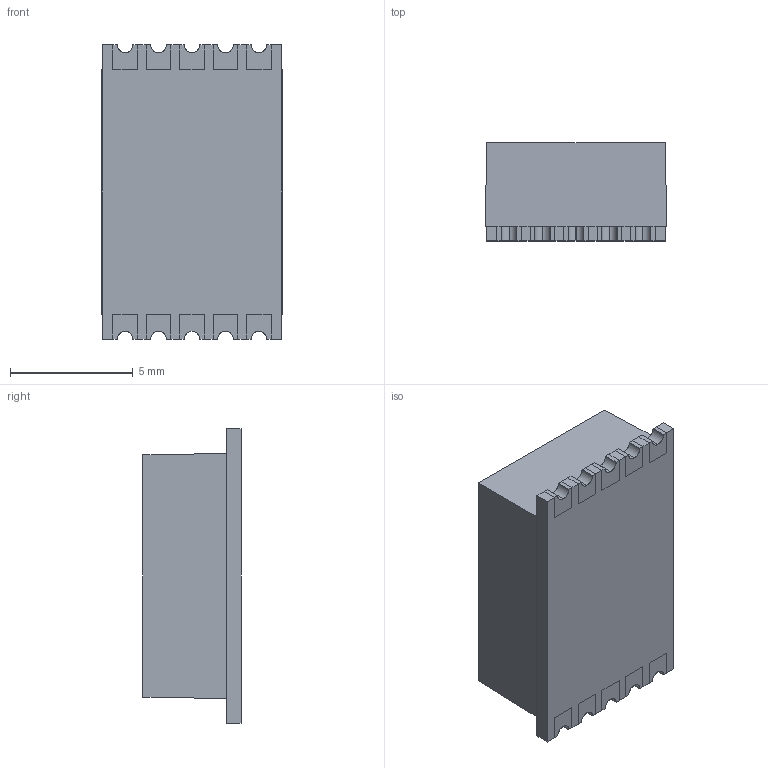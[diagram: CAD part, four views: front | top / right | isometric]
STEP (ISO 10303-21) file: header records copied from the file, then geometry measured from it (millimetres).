
FILE_DESCRIPTION(('eMachineShop Model'),'2;1');
FILE_NAME('LED_DSM7T28_1700873008.214.step', '2023-04-04T21:10:05',('eMachineShop'),('eMachineShop'), 'eMachineShop','eMachineShop','Unknown');
FILE_SCHEMA(('AUTOMOTIVE_DESIGN { 1 0 10303 214 1 1 1 1 }'));
Length unit declared in the file: millimetre
Products named in the file (83): eMachineShop; eMachineShop.1; eMachineShop.2; eMachineShop.3; eMachineShop.4; eMachineShop.5; eMachineShop.6; eMachineShop.7; eMachineShop.8; eMachineShop.9; eMachineShop.10; eMachineShop.11; eMachineShop.12; eMachineShop.13; eMachineShop.14; eMachineShop.15; eMachineShop.16; eMachineShop.17; eMachineShop.18; eMachineShop.19; eMachineShop.20; eMachineShop.21; eMachineShop.22; eMachineShop.23; eMachineShop.24; eMachineShop.25; eMachineShop.26; eMachineShop.27; eMachineShop.28; eMachineShop.29; eMachineShop.30; eMachineShop.31; eMachineShop.32; eMachineShop.33; eMachineShop.34; eMachineShop.35; eMachineShop.36; eMachineShop.37; eMachineShop.38; eMachineShop.39 ...
Assembly tree (82 placements, depth 2):
  eMachineShop
    eMachineShop.1
    eMachineShop.2
    eMachineShop.3
    eMachineShop.4
    eMachineShop.5
    eMachineShop.6
    eMachineShop.7
    eMachineShop.8
    eMachineShop.9
    eMachineShop.10
    eMachineShop.11
    eMachineShop.12
    eMachineShop.13
    eMachineShop.14
    eMachineShop.15
    eMachineShop.16
    eMachineShop.17
    eMachineShop.18
    eMachineShop.19
    eMachineShop.20
    eMachineShop.21
    eMachineShop.22
    eMachineShop.23
    eMachineShop.24
    eMachineShop.25
    eMachineShop.26
    eMachineShop.27
    eMachineShop.28
    eMachineShop.29
    eMachineShop.30
    eMachineShop.31
    eMachineShop.32
    eMachineShop.33
    eMachineShop.34
    eMachineShop.35
    eMachineShop.36
    eMachineShop.37
    eMachineShop.38
    eMachineShop.39
    eMachineShop.40
    eMachineShop.41
    eMachineShop.42
    eMachineShop.43
    eMachineShop.44
    eMachineShop.45
    eMachineShop.46
    eMachineShop.47
    eMachineShop.48
    eMachineShop.49
    eMachineShop.50
    eMachineShop.51
    eMachineShop.52
    eMachineShop.53
    eMachineShop.54
    eMachineShop.55
    eMachineShop.56
    eMachineShop.57
    eMachineShop.58
    eMachineShop.59
Bounding box: 7.4 x 4 x 12 mm (x, y, z)
Surface area: 460.8 mm2 (no closed solid volume)
Topology: 0 solids, 82 shells, 82 faces, 588 edges, 588 vertices
Faces by surface type: bspline 62, revolution 20
Entity records: 10804 total; most frequent: CARTESIAN_POINT 3203, B_SPLINE_CURVE_WITH_KNOTS 748, DIRECTION 674, ORIENTED_EDGE 588, EDGE_CURVE 588, VERTEX_POINT 588, SURFACE_CURVE 588, PCURVE 588
